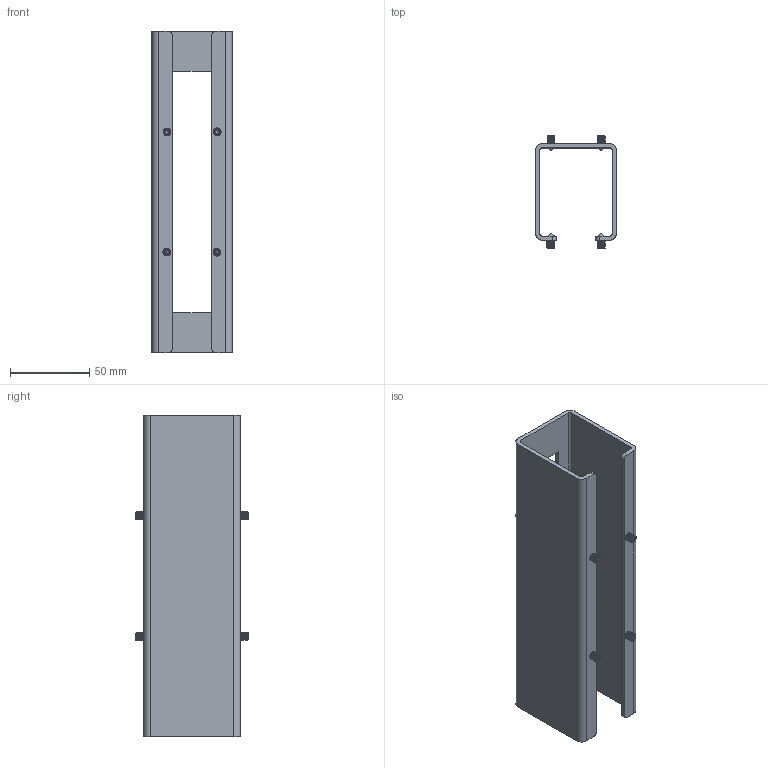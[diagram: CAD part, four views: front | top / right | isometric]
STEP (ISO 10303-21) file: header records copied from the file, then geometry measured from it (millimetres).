
FILE_DESCRIPTION(/* description */ (''),/* implementation_level */ '2;1');
FILE_NAME(/* name */ 'D-JB-(C) 2-1 double joiner.stp',/* time_stamp */ '2024-02-06T11:51:46-05:00',/* author */ ('DanielTentori'),/* organization */ (''),/* preprocessor_version */ 'ST-DEVELOPER v20',/* originating_system */ 'Autodesk Inventor 2024',/* authorisation */ '');
FILE_SCHEMA (('AUTOMOTIVE_DESIGN { 1 0 10303 214 3 1 1 }'));
Length unit declared in the file: inch
Products named in the file (3): D-JB-(C) 2-1; D-JB-(C)-(V) 1-2; 10-32 - .375 cone point set screw 92695A213_Alloy Steel Cone-Point Se
t Screws
Assembly tree (9 placements, depth 2):
  D-JB-(C) 2-1
    D-JB-(C)-(V) 1-2
    10-32 - .375 cone point set screw 92695A213_Alloy Steel Cone-Point Se
t Screws  x8
Bounding box: 50.9 x 71.61 x 203.2 mm (x, y, z)
Volume: 90283.1 mm3; surface area: 72087.7 mm2
Topology: 9 solids, 9 shells, 406 faces, 1012 edges, 624 vertices
Faces by surface type: cylinder 188, plane 130, cone 72, bspline 16
Full cylindrical faces by diameter (mm): 3.795 x80, 3.962 x8, 4.826 x64
Entity records: 4629 total; most frequent: CARTESIAN_POINT 2348, ORIENTED_EDGE 440, DIRECTION 415, EDGE_CURVE 220, AXIS2_PLACEMENT_3D 154, VERTEX_POINT 141, LINE 107, VECTOR 107
